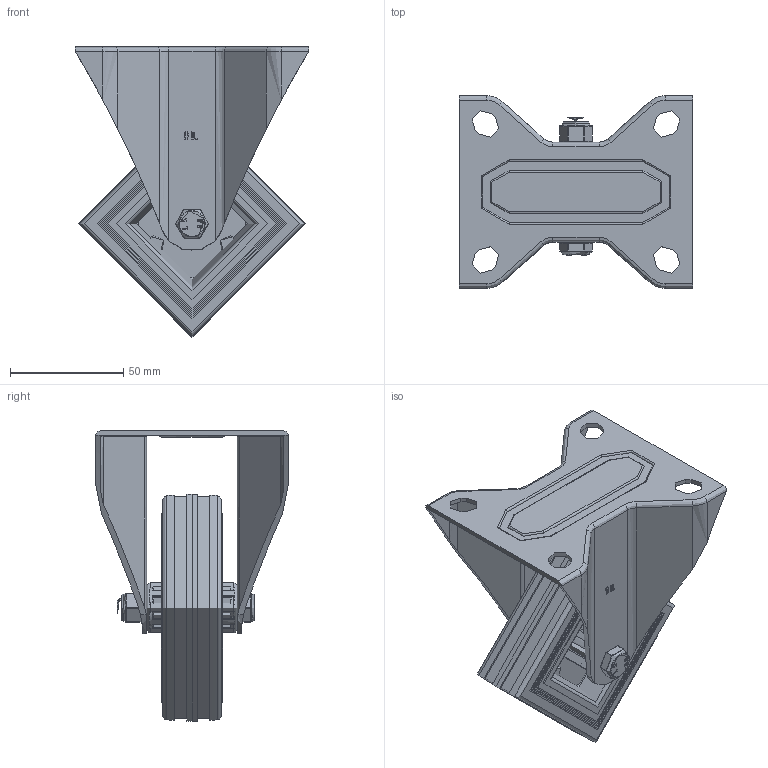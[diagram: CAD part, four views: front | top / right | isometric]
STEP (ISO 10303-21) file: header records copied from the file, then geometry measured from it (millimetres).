
FILE_DESCRIPTION(/* description */ (''),/* implementation_level */ '2;1');
FILE_NAME(/* name */ 'BZMMF100BSB.step',/* time_stamp */ '2024-06-17T14:15:22+01:00',/* author */ (''),/* organization */ (''),/* preprocessor_version */ 'ST-DEVELOPER v20',/* originating_system */ 'Autodesk Translation Framework v13.14.0.145',/* authorisation */ '');
FILE_SCHEMA (('AUTOMOTIVE_DESIGN { 1 0 10303 214 3 1 1 }'));
Length unit declared in the file: millimetre
Products named in the file (22): BZMMF100BSB; BZMMF100AS v1; BZMMF100AS; ZINC PLATED, PRESSED STEEL BRACKET; BZML100WBSRB v1; RUBBER TYRE; STEEL RIM; STEEL RIM Geometry; BOLT; Component4; ROLLER BEARING; CAGE; ribs; Component2; TUBEM12X40 v1; ZINC PLATED STEEL TUBE; HEXBOLTM8X55Z8.8 v2; GRADE 8.8 ZINC PLATED BOLT; NYLOCM8Z v1; NYLOC NUT; NUT; RUBBER
Assembly tree (30 placements, depth 5):
  BZMMF100BSB
    BZMMF100AS v1
      BZMMF100AS
      ZINC PLATED, PRESSED STEEL BRACKET
    BZML100WBSRB v1
      RUBBER TYRE
      STEEL RIM
        STEEL RIM Geometry
        BOLT
          Component4  x3
      ROLLER BEARING
        CAGE
        ribs
          Component2  x8
    TUBEM12X40 v1
      ZINC PLATED STEEL TUBE
    HEXBOLTM8X55Z8.8 v2
      GRADE 8.8 ZINC PLATED BOLT
    NYLOCM8Z v1
      NYLOC NUT
        NUT
        RUBBER
Bounding box: 103 x 85 x 128 mm (x, y, z)
Volume: 198382.6 mm3; surface area: 97642 mm2
Topology: 19 solids, 19 shells, 562 faces, 1300 edges, 806 vertices
Faces by surface type: plane 225, cylinder 220, torus 44, bspline 39, sphere 24, cone 10
Full cylindrical faces by diameter (mm): 0.664 x2, 3.5 x8, 5 x3, 6.446 x7, 7.866 x13, 8 x9, 8.25 x2, 8.4 x1, 8.6 x2, 11.5 x1, 11.9 x1, 12.1 x1, 12.2 x2, 12.5 x1, 18.5 x1, 20 x1, 22 x2, 50.926 x2, 67 x4, 75 x2, 76.5 x2, 78.5 x2, 80 x2, 82 x2, 83.5 x2, 98 x2, 100 x1
Entity records: 21111 total; most frequent: CARTESIAN_POINT 8306, DIRECTION 2616, ORIENTED_EDGE 2510, EDGE_CURVE 1255, AXIS2_PLACEMENT_3D 1012, VERTEX_POINT 780, EDGE_LOOP 605, LINE 592
